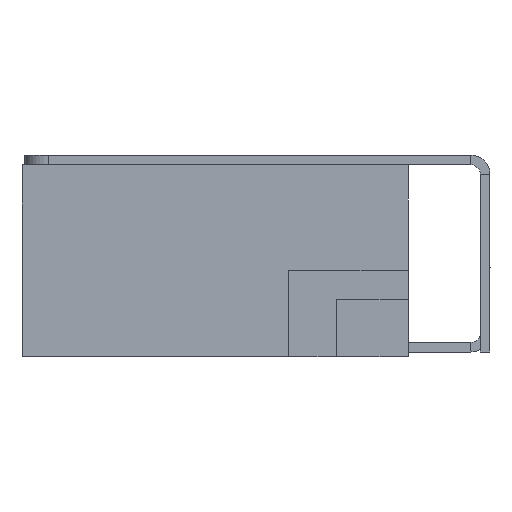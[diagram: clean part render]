
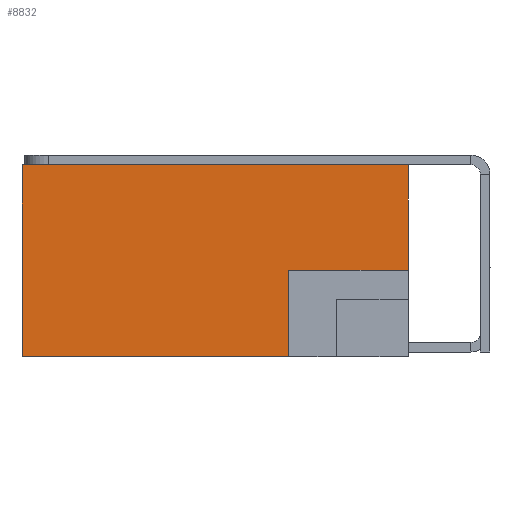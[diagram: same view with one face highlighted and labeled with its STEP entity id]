
A CAD part, left-side view. The second image highlights one B-rep face of the part: STEP entity #8832.
In plain terms, the highlighted planar face has unit normal (-1, 0, 0).
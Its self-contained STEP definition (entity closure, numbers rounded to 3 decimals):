
#8832=ADVANCED_FACE('',(#18938),#18940,.T.);
#18938=FACE_BOUND('',#18939,.T.);
#18939=EDGE_LOOP('',(#24262,#24263,#24264,#24265,#24266,#24267));
#18940=PLANE('',#18941);
#18941=AXIS2_PLACEMENT_3D('',#18942,#18943,#18944);
#18942=CARTESIAN_POINT('',(-9.,0.,2.));
#18943=DIRECTION('',(-1.,0.,0.));
#18944=DIRECTION('',(0.,0.,1.));
#24262=ORIENTED_EDGE('',*,*,#26938,.F.);
#24263=ORIENTED_EDGE('',*,*,#26828,.F.);
#24264=ORIENTED_EDGE('',*,*,#26956,.T.);
#24265=ORIENTED_EDGE('',*,*,#26922,.T.);
#24266=ORIENTED_EDGE('',*,*,#26957,.F.);
#24267=ORIENTED_EDGE('',*,*,#26899,.F.);
#26828=EDGE_CURVE('',#31155,#31157,#31158,.T.);
#26899=EDGE_CURVE('',#31282,#31273,#31284,.T.);
#26922=EDGE_CURVE('',#31327,#31324,#31328,.T.);
#26938=EDGE_CURVE('',#31157,#31282,#31349,.T.);
#26956=EDGE_CURVE('',#31155,#31327,#31367,.T.);
#26957=EDGE_CURVE('',#31273,#31324,#31368,.T.);
#31155=VERTEX_POINT('',#49019);
#31157=VERTEX_POINT('',#49023);
#31158=LINE('',#49024,#49025);
#31273=VERTEX_POINT('',#49271);
#31282=VERTEX_POINT('',#49288);
#31284=LINE('',#49292,#49293);
#31324=VERTEX_POINT('',#49376);
#31327=VERTEX_POINT('',#49381);
#31328=LINE('',#49382,#49383);
#31349=LINE('',#49435,#49436);
#31367=LINE('',#49489,#49490);
#31368=LINE('',#49492,#49493);
#49019=CARTESIAN_POINT('',(-9.,-4.025,2.));
#49023=CARTESIAN_POINT('',(-9.,-4.025,-0.2));
#49024=CARTESIAN_POINT('',(-9.,-4.025,2.));
#49025=VECTOR('',#49026,1.);
#49026=DIRECTION('',(0.,0.,-1.));
#49271=CARTESIAN_POINT('',(-9.,-1.525,-2.));
#49288=CARTESIAN_POINT('',(-9.,-1.525,-0.2));
#49292=CARTESIAN_POINT('',(-9.,-1.525,-0.2));
#49293=VECTOR('',#49294,1.);
#49294=DIRECTION('',(0.,0.,-1.));
#49376=CARTESIAN_POINT('',(-9.,4.025,-2.));
#49381=CARTESIAN_POINT('',(-9.,4.025,2.));
#49382=CARTESIAN_POINT('',(-9.,4.025,2.));
#49383=VECTOR('',#49384,1.);
#49384=DIRECTION('',(0.,0.,-1.));
#49435=CARTESIAN_POINT('',(-9.,-4.025,-0.2));
#49436=VECTOR('',#49437,1.);
#49437=DIRECTION('',(0.,1.,0.));
#49489=CARTESIAN_POINT('',(-9.,-4.025,2.));
#49490=VECTOR('',#49491,1.);
#49491=DIRECTION('',(0.,1.,0.));
#49492=CARTESIAN_POINT('',(-9.,-1.525,-2.));
#49493=VECTOR('',#49494,1.);
#49494=DIRECTION('',(0.,1.,0.));
